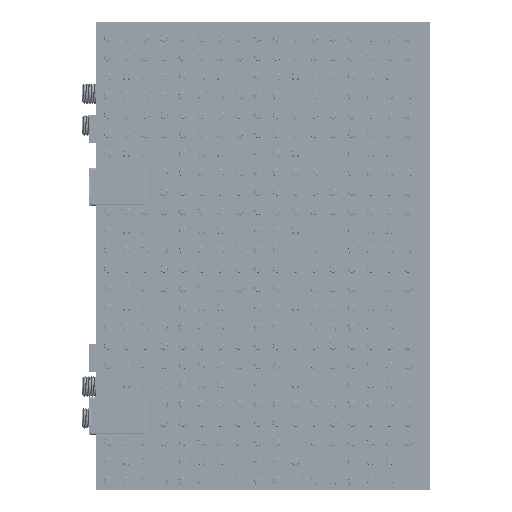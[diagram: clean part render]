
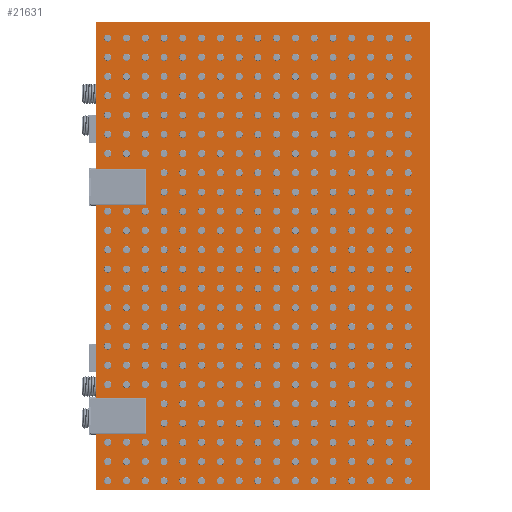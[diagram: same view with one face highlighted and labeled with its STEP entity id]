
A CAD part, top view. The second image highlights one B-rep face of the part: STEP entity #21631.
In plain terms, the highlighted planar face has unit normal (0, 0, 1).
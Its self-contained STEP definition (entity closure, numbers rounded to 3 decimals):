
#21556 = VERTEX_POINT('',#21557);
#21557 = CARTESIAN_POINT('',(-2.5,-2.5,12.8));
#21572 = VERTEX_POINT('',#21573);
#21573 = CARTESIAN_POINT('',(-2.5,144.5,12.8));
#21579 = EDGE_CURVE('',#21556,#21572,#21580,.T.);
#21580 = LINE('',#21581,#21582);
#21581 = CARTESIAN_POINT('',(-2.5,-2.5,12.8));
#21582 = VECTOR('',#21583,1.);
#21583 = DIRECTION('',(0.,1.,0.));
#21602 = EDGE_CURVE('',#21556,#21603,#21605,.T.);
#21603 = VERTEX_POINT('',#21604);
#21604 = CARTESIAN_POINT('',(102.5,-2.5,12.8));
#21605 = LINE('',#21606,#21607);
#21606 = CARTESIAN_POINT('',(-2.5,-2.5,12.8));
#21607 = VECTOR('',#21608,1.);
#21608 = DIRECTION('',(1.,0.,0.));
#21631 = ADVANCED_FACE('',(#21632),#21650,.T.);
#21632 = FACE_BOUND('',#21633,.T.);
#21633 = EDGE_LOOP('',(#21634,#21635,#21636,#21644));
#21634 = ORIENTED_EDGE('',*,*,#21579,.F.);
#21635 = ORIENTED_EDGE('',*,*,#21602,.T.);
#21636 = ORIENTED_EDGE('',*,*,#21637,.T.);
#21637 = EDGE_CURVE('',#21603,#21638,#21640,.T.);
#21638 = VERTEX_POINT('',#21639);
#21639 = CARTESIAN_POINT('',(102.5,144.5,12.8));
#21640 = LINE('',#21641,#21642);
#21641 = CARTESIAN_POINT('',(102.5,-2.5,12.8));
#21642 = VECTOR('',#21643,1.);
#21643 = DIRECTION('',(0.,1.,0.));
#21644 = ORIENTED_EDGE('',*,*,#21645,.F.);
#21645 = EDGE_CURVE('',#21572,#21638,#21646,.T.);
#21646 = LINE('',#21647,#21648);
#21647 = CARTESIAN_POINT('',(-2.5,144.5,12.8));
#21648 = VECTOR('',#21649,1.);
#21649 = DIRECTION('',(1.,0.,0.));
#21650 = PLANE('',#21651);
#21651 = AXIS2_PLACEMENT_3D('',#21652,#21653,#21654);
#21652 = CARTESIAN_POINT('',(-2.5,-2.5,12.8));
#21653 = DIRECTION('',(0.,0.,1.));
#21654 = DIRECTION('',(1.,0.,0.));
